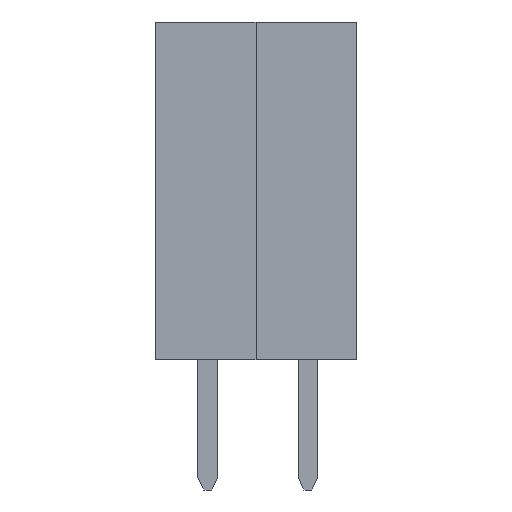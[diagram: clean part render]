
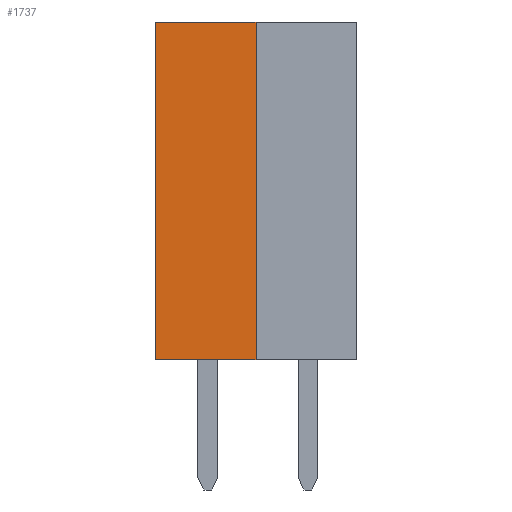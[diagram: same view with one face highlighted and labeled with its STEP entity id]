
A CAD part, front view. The second image highlights one B-rep face of the part: STEP entity #1737.
In plain terms, the highlighted planar face has unit normal (0, -1, 0).
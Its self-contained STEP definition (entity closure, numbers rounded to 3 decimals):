
#83=FACE_OUTER_BOUND('',#179,.T.);
#179=EDGE_LOOP('',(#1259,#1260,#1261,#1262));
#334=LINE('',#2569,#556);
#335=LINE('',#2571,#557);
#336=LINE('',#2573,#558);
#337=LINE('',#2574,#559);
#556=VECTOR('',#2103,10.);
#557=VECTOR('',#2104,1000.);
#558=VECTOR('',#2105,10.);
#559=VECTOR('',#2106,1000.);
#753=VERTEX_POINT('',#2567);
#754=VERTEX_POINT('',#2568);
#755=VERTEX_POINT('',#2570);
#756=VERTEX_POINT('',#2572);
#942=EDGE_CURVE('',#753,#754,#334,.T.);
#943=EDGE_CURVE('',#754,#755,#335,.T.);
#944=EDGE_CURVE('',#755,#756,#336,.T.);
#945=EDGE_CURVE('',#756,#753,#337,.T.);
#1259=ORIENTED_EDGE('',*,*,#942,.T.);
#1260=ORIENTED_EDGE('',*,*,#943,.T.);
#1261=ORIENTED_EDGE('',*,*,#944,.T.);
#1262=ORIENTED_EDGE('',*,*,#945,.T.);
#1591=PLANE('',#1854);
#1737=ADVANCED_FACE('',(#83),#1591,.T.);
#1854=AXIS2_PLACEMENT_3D('',#2566,#2101,#2102);
#2101=DIRECTION('center_axis',(0.,-1.,0.));
#2102=DIRECTION('ref_axis',(1.,0.,0.));
#2103=DIRECTION('',(0.,0.,-1.));
#2104=DIRECTION('',(1.,0.,0.));
#2105=DIRECTION('',(0.,0.,1.));
#2106=DIRECTION('',(-1.,0.,0.));
#2566=CARTESIAN_POINT('Origin',(-11.77,-1.238,4.288));
#2567=CARTESIAN_POINT('',(-1.317,-1.238,8.575));
#2568=CARTESIAN_POINT('',(-1.317,-1.238,0.));
#2569=CARTESIAN_POINT('',(-1.317,-1.238,2.144));
#2570=CARTESIAN_POINT('',(1.223,-1.238,0.));
#2571=CARTESIAN_POINT('',(1.23,-1.238,0.));
#2572=CARTESIAN_POINT('',(1.223,-1.238,8.575));
#2573=CARTESIAN_POINT('',(1.223,-1.238,2.144));
#2574=CARTESIAN_POINT('',(1.23,-1.238,8.575));
